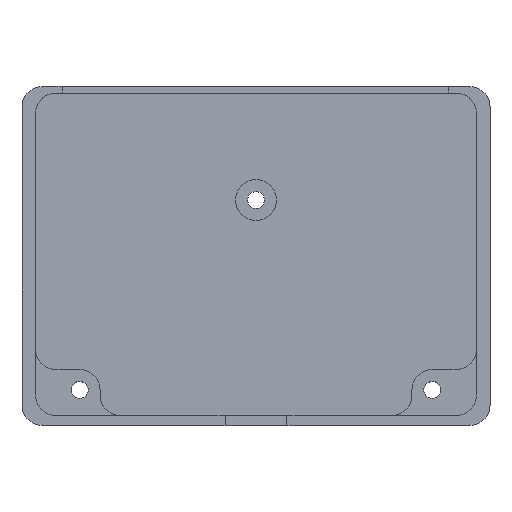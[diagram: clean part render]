
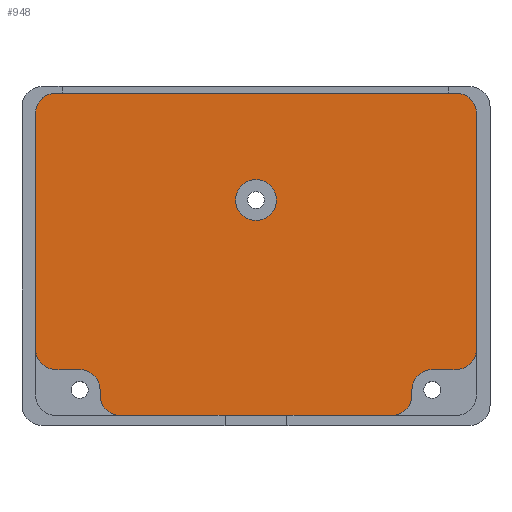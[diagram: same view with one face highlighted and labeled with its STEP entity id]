
A CAD part, top view. The second image highlights one B-rep face of the part: STEP entity #948.
In plain terms, the highlighted planar face has unit normal (0, 0, 1).
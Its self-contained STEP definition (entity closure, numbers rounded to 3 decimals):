
#18=FACE_BOUND('',#120,.T.);
#28=PLANE('',#1033);
#64=FACE_OUTER_BOUND('',#119,.T.);
#119=EDGE_LOOP('',(#711,#712,#713,#714,#715,#716,#717,#718,#719,#720,#721,
#722,#723,#724,#725,#726));
#120=EDGE_LOOP('',(#727));
#196=LINE('',#1498,#293);
#197=LINE('',#1502,#294);
#198=LINE('',#1506,#295);
#199=LINE('',#1510,#296);
#200=LINE('',#1514,#297);
#201=LINE('',#1518,#298);
#202=LINE('',#1522,#299);
#203=LINE('',#1525,#300);
#293=VECTOR('',#1202,10.);
#294=VECTOR('',#1205,10.);
#295=VECTOR('',#1208,10.);
#296=VECTOR('',#1211,10.);
#297=VECTOR('',#1214,10.);
#298=VECTOR('',#1217,10.);
#299=VECTOR('',#1220,10.);
#300=VECTOR('',#1223,10.);
#371=CIRCLE('',#1031,3.);
#373=CIRCLE('',#1034,3.);
#374=CIRCLE('',#1035,3.);
#375=CIRCLE('',#1036,3.);
#376=CIRCLE('',#1037,3.);
#377=CIRCLE('',#1038,3.);
#378=CIRCLE('',#1039,3.);
#379=CIRCLE('',#1040,3.);
#380=CIRCLE('',#1041,3.);
#435=VERTEX_POINT('',#1488);
#436=VERTEX_POINT('',#1489);
#439=VERTEX_POINT('',#1497);
#440=VERTEX_POINT('',#1499);
#441=VERTEX_POINT('',#1501);
#442=VERTEX_POINT('',#1503);
#443=VERTEX_POINT('',#1505);
#444=VERTEX_POINT('',#1507);
#445=VERTEX_POINT('',#1509);
#446=VERTEX_POINT('',#1511);
#447=VERTEX_POINT('',#1513);
#448=VERTEX_POINT('',#1515);
#449=VERTEX_POINT('',#1517);
#450=VERTEX_POINT('',#1519);
#451=VERTEX_POINT('',#1521);
#452=VERTEX_POINT('',#1523);
#453=VERTEX_POINT('',#1526);
#539=EDGE_CURVE('',#435,#436,#371,.T.);
#543=EDGE_CURVE('',#439,#436,#196,.T.);
#544=EDGE_CURVE('',#439,#440,#373,.T.);
#545=EDGE_CURVE('',#441,#440,#197,.T.);
#546=EDGE_CURVE('',#441,#442,#374,.T.);
#547=EDGE_CURVE('',#443,#442,#198,.T.);
#548=EDGE_CURVE('',#443,#444,#375,.T.);
#549=EDGE_CURVE('',#445,#444,#199,.T.);
#550=EDGE_CURVE('',#446,#445,#376,.T.);
#551=EDGE_CURVE('',#447,#446,#200,.T.);
#552=EDGE_CURVE('',#447,#448,#377,.T.);
#553=EDGE_CURVE('',#449,#448,#201,.T.);
#554=EDGE_CURVE('',#449,#450,#378,.T.);
#555=EDGE_CURVE('',#451,#450,#202,.T.);
#556=EDGE_CURVE('',#452,#451,#379,.T.);
#557=EDGE_CURVE('',#435,#452,#203,.T.);
#558=EDGE_CURVE('',#453,#453,#380,.T.);
#711=ORIENTED_EDGE('',*,*,#539,.T.);
#712=ORIENTED_EDGE('',*,*,#543,.F.);
#713=ORIENTED_EDGE('',*,*,#544,.T.);
#714=ORIENTED_EDGE('',*,*,#545,.F.);
#715=ORIENTED_EDGE('',*,*,#546,.T.);
#716=ORIENTED_EDGE('',*,*,#547,.F.);
#717=ORIENTED_EDGE('',*,*,#548,.T.);
#718=ORIENTED_EDGE('',*,*,#549,.F.);
#719=ORIENTED_EDGE('',*,*,#550,.F.);
#720=ORIENTED_EDGE('',*,*,#551,.F.);
#721=ORIENTED_EDGE('',*,*,#552,.T.);
#722=ORIENTED_EDGE('',*,*,#553,.F.);
#723=ORIENTED_EDGE('',*,*,#554,.T.);
#724=ORIENTED_EDGE('',*,*,#555,.F.);
#725=ORIENTED_EDGE('',*,*,#556,.F.);
#726=ORIENTED_EDGE('',*,*,#557,.F.);
#727=ORIENTED_EDGE('',*,*,#558,.F.);
#948=ADVANCED_FACE('',(#64,#18),#28,.F.);
#1031=AXIS2_PLACEMENT_3D('',#1490,#1194,#1195);
#1033=AXIS2_PLACEMENT_3D('',#1496,#1200,#1201);
#1034=AXIS2_PLACEMENT_3D('',#1500,#1203,#1204);
#1035=AXIS2_PLACEMENT_3D('',#1504,#1206,#1207);
#1036=AXIS2_PLACEMENT_3D('',#1508,#1209,#1210);
#1037=AXIS2_PLACEMENT_3D('',#1512,#1212,#1213);
#1038=AXIS2_PLACEMENT_3D('',#1516,#1215,#1216);
#1039=AXIS2_PLACEMENT_3D('',#1520,#1218,#1219);
#1040=AXIS2_PLACEMENT_3D('',#1524,#1221,#1222);
#1041=AXIS2_PLACEMENT_3D('',#1527,#1224,#1225);
#1194=DIRECTION('center_axis',(0.,0.,
1.));
#1195=DIRECTION('ref_axis',(0.707,-0.707,0.));
#1200=DIRECTION('center_axis',(0.,0.,
-1.));
#1201=DIRECTION('ref_axis',(0.,-1.,0.));
#1202=DIRECTION('',(0.,-1.,0.));
#1203=DIRECTION('center_axis',(0.,0.,
1.));
#1204=DIRECTION('ref_axis',(0.707,0.707,0.));
#1205=DIRECTION('',(1.,0.,0.));
#1206=DIRECTION('center_axis',(0.,0.,
1.));
#1207=DIRECTION('ref_axis',(-0.707,0.707,0.));
#1208=DIRECTION('',(0.,1.,0.));
#1209=DIRECTION('center_axis',(0.,0.,
1.));
#1210=DIRECTION('ref_axis',(-0.707,0.707,0.));
#1211=DIRECTION('',(-1.,0.,0.));
#1212=DIRECTION('center_axis',(0.,0.,
1.));
#1213=DIRECTION('ref_axis',(1.,0.,0.));
#1214=DIRECTION('',(0.,1.,0.));
#1215=DIRECTION('center_axis',(0.,0.,
1.));
#1216=DIRECTION('ref_axis',(-0.707,-0.707,0.));
#1217=DIRECTION('',(-1.,0.,0.));
#1218=DIRECTION('center_axis',(0.,0.,
1.));
#1219=DIRECTION('ref_axis',(0.707,-0.707,0.));
#1220=DIRECTION('',(0.,-1.,0.));
#1221=DIRECTION('center_axis',(0.,0.,
1.));
#1222=DIRECTION('ref_axis',(1.,0.,0.));
#1223=DIRECTION('',(-1.,0.,0.));
#1224=DIRECTION('center_axis',(0.,0.,
1.));
#1225=DIRECTION('ref_axis',(1.,0.,0.));
#1488=CARTESIAN_POINT('',(23.75,-49.25,12.553));
#1489=CARTESIAN_POINT('',(26.75,-46.25,12.553));
#1490=CARTESIAN_POINT('Origin',(23.75,-46.25,12.553));
#1496=CARTESIAN_POINT('Origin',(-5.75,-32.25,12.553));
#1497=CARTESIAN_POINT('',(26.75,-11.5,12.553));
#1498=CARTESIAN_POINT('',(26.75,-44.125,12.553));
#1499=CARTESIAN_POINT('',(23.75,-8.5,12.553));
#1500=CARTESIAN_POINT('Origin',(23.75,-11.5,12.553));
#1501=CARTESIAN_POINT('',(-35.25,-8.5,12.553));
#1502=CARTESIAN_POINT('',(10.5,-8.5,12.553));
#1503=CARTESIAN_POINT('',(-38.25,-11.5,12.553));
#1504=CARTESIAN_POINT('Origin',(-35.25,-11.5,12.553));
#1505=CARTESIAN_POINT('',(-38.25,-46.25,12.553));
#1506=CARTESIAN_POINT('',(-38.25,-20.375,12.553));
#1507=CARTESIAN_POINT('',(-35.25,-49.25,12.553));
#1508=CARTESIAN_POINT('Origin',(-35.25,-46.25,12.553));
#1509=CARTESIAN_POINT('',(-31.75,-49.25,12.553));
#1510=CARTESIAN_POINT('',(-18.75,-49.25,12.553));
#1511=CARTESIAN_POINT('',(-28.75,-52.25,12.553));
#1512=CARTESIAN_POINT('Origin',(-31.75,-52.25,12.553));
#1513=CARTESIAN_POINT('',(-28.75,-53.,12.553));
#1514=CARTESIAN_POINT('',(-28.75,-44.125,12.553));
#1515=CARTESIAN_POINT('',(-25.75,-56.,12.553));
#1516=CARTESIAN_POINT('Origin',(-25.75,-53.,12.553));
#1517=CARTESIAN_POINT('',(14.25,-56.,12.553));
#1518=CARTESIAN_POINT('',(-22.,-56.,12.553));
#1519=CARTESIAN_POINT('',(17.25,-53.,12.553));
#1520=CARTESIAN_POINT('Origin',(14.25,-53.,12.553));
#1521=CARTESIAN_POINT('',(17.25,-52.25,12.553));
#1522=CARTESIAN_POINT('',(17.25,-42.25,12.553));
#1523=CARTESIAN_POINT('',(20.25,-49.25,12.553));
#1524=CARTESIAN_POINT('Origin',(20.25,-52.25,12.553));
#1525=CARTESIAN_POINT('',(10.5,-49.25,12.553));
#1526=CARTESIAN_POINT('',(-5.75,-27.25,12.553));
#1527=CARTESIAN_POINT('Origin',(-5.75,-24.25,12.553));
